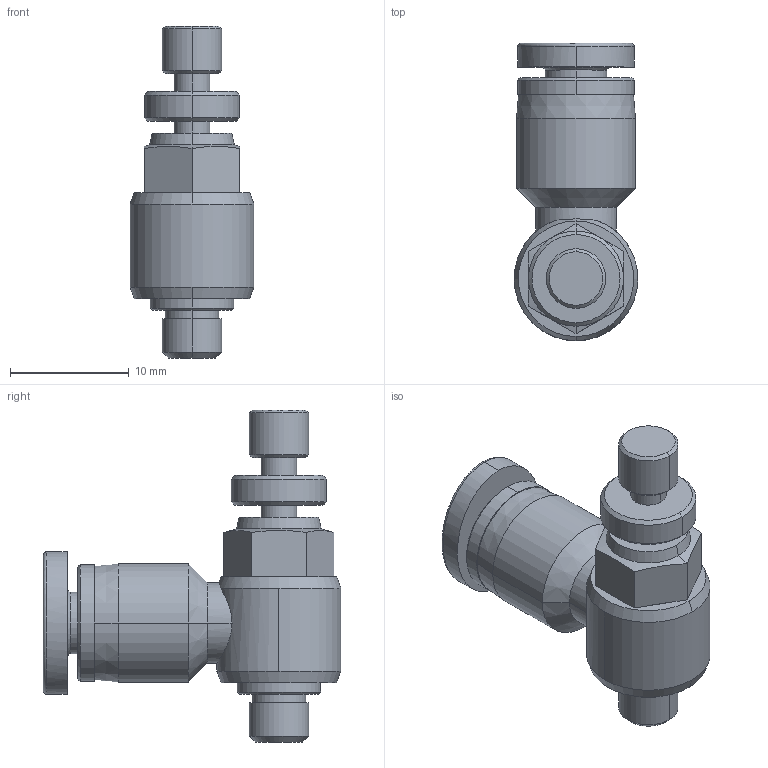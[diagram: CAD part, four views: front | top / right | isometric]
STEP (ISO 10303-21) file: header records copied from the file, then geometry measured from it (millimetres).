
FILE_DESCRIPTION((''),'2;1');
FILE_NAME('NSE04M5-mdt.stp','2017-07-22T08:47:33',(''),(''),'Mechanical Desktop 2009','Mechanical Desktop 2009',', , ');
FILE_SCHEMA(('CONFIG_CONTROL_DESIGN'));
Length unit declared in the file: millimetre
Products named in the file (5): NSE04M5-MDT; PART1; NSE M5 BODY-MDT; COLLAR-L04; ~PART1
Assembly tree (4 placements, depth 3):
  NSE04M5-MDT
    PART1
    NSE M5 BODY-MDT
    COLLAR-L04
      ~PART1
Bounding box: 10.4 x 25 x 27.9 mm (x, y, z)
Volume: 2327.7 mm3; surface area: 2309.8 mm2
Topology: 4 solids, 4 shells, 108 faces, 225 edges, 135 vertices
Faces by surface type: cylinder 36, cone 34, plane 31, torus 4, bspline 3
Entity records: 3315 total; most frequent: CARTESIAN_POINT 806, DIRECTION 552, ORIENTED_EDGE 450, AXIS2_PLACEMENT_3D 231, EDGE_CURVE 225, VERTEX_POINT 135, EDGE_LOOP 122, CIRCLE 119
